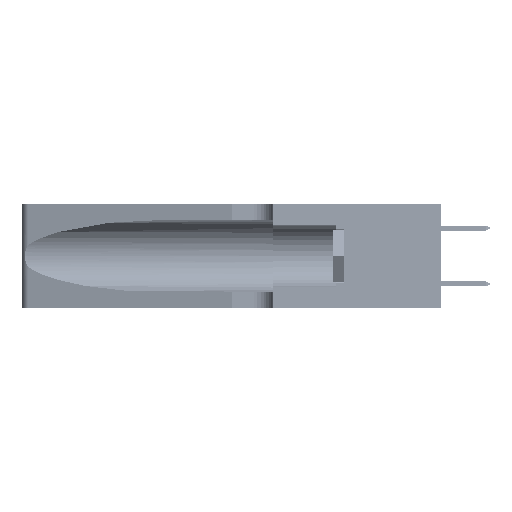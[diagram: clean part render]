
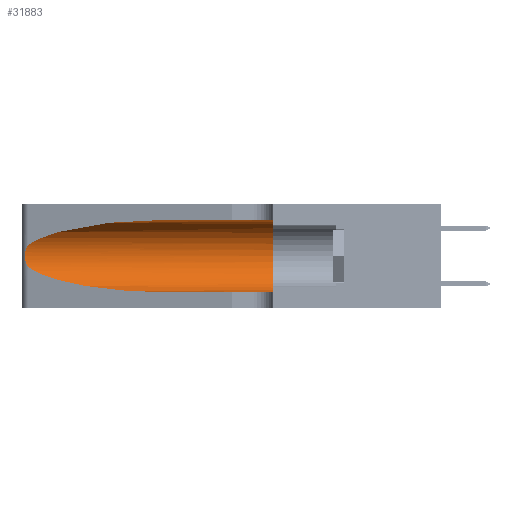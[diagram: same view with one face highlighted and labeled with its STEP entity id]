
A CAD part, left-side view. The second image highlights one B-rep face of the part: STEP entity #31883.
In plain terms, the highlighted cylindrical face has radius 3.308 mm (diameter 6.617 mm), a partial arc.
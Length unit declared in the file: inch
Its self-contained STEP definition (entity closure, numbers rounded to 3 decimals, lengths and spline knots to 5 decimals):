
#437 = CARTESIAN_POINT ( 'NONE',  ( 0.1305, 0.72297, 0.31525 ) ) ;
#2223 = CARTESIAN_POINT ( 'NONE',  ( 0.25487, 1.22718, 0.14631 ) ) ;
#2362 = VERTEX_POINT ( 'NONE', #34648 ) ;
#2992 = EDGE_CURVE ( 'NONE', #2362, #42406, #36478, .T. ) ;
#4513 = EDGE_CURVE ( 'NONE', #28241, #2362, #24597, .T. ) ;
#6560 = CARTESIAN_POINT ( 'NONE',  ( 0.1305, 1.61858, 0.185 ) ) ;
#7119 = CARTESIAN_POINT ( 'NONE',  ( 0.26017, 1.23833, 0.17102 ) ) ;
#7180 = CARTESIAN_POINT ( 'NONE',  ( 0.25487, 1.22718, 0.22369 ) ) ;
#7591 = CARTESIAN_POINT ( 'NONE',  ( 0.25787, 1.23484, 0.2124 ) ) ;
#7748 = CARTESIAN_POINT ( 'NONE',  ( 0.18966, 0.96281, 0.31525 ) ) ;
#9455 = LINE ( 'NONE', #35938, #46845 ) ;
#9749 = CARTESIAN_POINT ( 'NONE',  ( 0.1305, 0.72297, 0.05475 ) ) ;
#10945 = CARTESIAN_POINT ( 'NONE',  ( 0.25555, 1.22993, 0.14849 ) ) ;
#13569 = DIRECTION ( 'NONE',  ( 0., -1., 0. ) ) ;
#14039 = DIRECTION ( 'NONE',  ( 0., 1., 0. ) ) ;
#14582 = CARTESIAN_POINT ( 'NONE',  ( 0.25487, 1.22718, 0.22369 ) ) ;
#14741 = CARTESIAN_POINT ( 'NONE',  ( 0.1305, 0.72297, 0.31525 ) ) ;
#15058 = VERTEX_POINT ( 'NONE', #15734 ) ;
#15474 = CARTESIAN_POINT ( 'NONE',  ( 0.1305, 0.72297, 0.05475 ) ) ;
#15734 = CARTESIAN_POINT ( 'NONE',  ( 0.1305, 0.35, 0.05475 ) ) ;
#16540 = CARTESIAN_POINT ( 'NONE',  ( 0.2373, 1.15595, 0.08982 ) ) ;
#18063 = CARTESIAN_POINT ( 'NONE',  ( 0.25639, 1.23184, 0.21858 ) ) ;
#20226 = EDGE_CURVE ( 'NONE', #38561, #28241, #27473, .T. ) ;
#21441 = VECTOR ( 'NONE', #22139, 39.37008 ) ;
#21832 = CARTESIAN_POINT ( 'NONE',  ( 0.25856, 1.23593, 0.16098 ) ) ;
#21993 = CARTESIAN_POINT ( 'NONE',  ( 0.25487, 1.22718, 0.14631 ) ) ;
#22003 = CARTESIAN_POINT ( 'NONE',  ( 0.2373, 1.15595, 0.28018 ) ) ;
#22139 = DIRECTION ( 'NONE',  ( 0., -1., 0. ) ) ;
#22231 = EDGE_CURVE ( 'NONE', #42406, #15058, #39012, .T. ) ;
#22586 = CYLINDRICAL_SURFACE ( 'NONE', #30239, 0.13025 ) ;
#22809 = ORIENTED_EDGE ( 'NONE', *, *, #33736, .F. ) ;
#24597 = B_SPLINE_CURVE_WITH_KNOTS ( 'NONE', 3,
 ( #14582, #29232, #18063, #7591, #32590, #43217, #25781, #39710, #7119, #21832, #43687, #32440, #10945, #21993 ),
 .UNSPECIFIED., .F., .F.,
 ( 4, 2, 2, 2, 2, 2, 4 ),
 ( 0., 0.00027, 0.00053, 0.00107, 0.0016, 0.00187, 0.00214 ),
 .UNSPECIFIED. ) ;
#25415 = FACE_OUTER_BOUND ( 'NONE', #38391, .T. ) ;
#25781 = CARTESIAN_POINT ( 'NONE',  ( 0.26075, 1.23896, 0.19203 ) ) ;
#25921 = ORIENTED_EDGE ( 'NONE', *, *, #28264, .F. ) ;
#26262 = CARTESIAN_POINT ( 'NONE',  ( 0.25487, 1.22718, 0.22369 ) ) ;
#27148 = AXIS2_PLACEMENT_3D ( 'NONE', #42661, #14039, #36146 ) ;
#27473 =( BOUNDED_CURVE ( )  B_SPLINE_CURVE ( 3, ( #437, #7748, #22003, #26262 ),
 .UNSPECIFIED., .F., .T. ) 
 B_SPLINE_CURVE_WITH_KNOTS ( ( 4, 4 ),
 ( 1.5708, 2.84003 ),
 .UNSPECIFIED. ) 
 CURVE ( )  GEOMETRIC_REPRESENTATION_ITEM ( )  RATIONAL_B_SPLINE_CURVE ( ( 1., 0.87, 0.87, 1. ) ) 
 REPRESENTATION_ITEM ( '' )  );
#28241 = VERTEX_POINT ( 'NONE', #7180 ) ;
#28264 = EDGE_CURVE ( 'NONE', #39194, #15058, #44644, .T. ) ;
#28266 = ORIENTED_EDGE ( 'NONE', *, *, #22231, .T. ) ;
#28562 = CARTESIAN_POINT ( 'NONE',  ( 0.1305, 0.35, 0.31525 ) ) ;
#28644 = DIRECTION ( 'NONE',  ( 0., -1., 0. ) ) ;
#29232 = CARTESIAN_POINT ( 'NONE',  ( 0.25555, 1.22994, 0.2215 ) ) ;
#30239 = AXIS2_PLACEMENT_3D ( 'NONE', #6560, #13569, #32026 ) ;
#31883 = ADVANCED_FACE ( 'NONE', ( #25415 ), #22586, .F. ) ;
#32026 = DIRECTION ( 'NONE',  ( 0., 0., -1. ) ) ;
#32440 = CARTESIAN_POINT ( 'NONE',  ( 0.25639, 1.23186, 0.15144 ) ) ;
#32590 = CARTESIAN_POINT ( 'NONE',  ( 0.25854, 1.2359, 0.20912 ) ) ;
#33695 = CARTESIAN_POINT ( 'NONE',  ( 0.1305, 1.61858, 0.05475 ) ) ;
#33736 = EDGE_CURVE ( 'NONE', #38561, #39194, #9455, .T. ) ;
#34648 = CARTESIAN_POINT ( 'NONE',  ( 0.25487, 1.22718, 0.14631 ) ) ;
#35938 = CARTESIAN_POINT ( 'NONE',  ( 0.1305, 1.61858, 0.31525 ) ) ;
#36146 = DIRECTION ( 'NONE',  ( 0., 0., 1. ) ) ;
#36478 =( BOUNDED_CURVE ( )  B_SPLINE_CURVE ( 3, ( #2223, #16540, #38819, #9749 ),
 .UNSPECIFIED., .F., .F. ) 
 B_SPLINE_CURVE_WITH_KNOTS ( ( 4, 4 ),
 ( 3.44316, 4.71239 ),
 .UNSPECIFIED. ) 
 CURVE ( )  GEOMETRIC_REPRESENTATION_ITEM ( )  RATIONAL_B_SPLINE_CURVE ( ( 1., 0.87, 0.87, 1. ) ) 
 REPRESENTATION_ITEM ( '' )  );
#38391 = EDGE_LOOP ( 'NONE', ( #39053, #44628, #46790, #28266, #25921, #22809 ) ) ;
#38561 = VERTEX_POINT ( 'NONE', #14741 ) ;
#38819 = CARTESIAN_POINT ( 'NONE',  ( 0.18966, 0.96281, 0.05475 ) ) ;
#39012 = LINE ( 'NONE', #33695, #21441 ) ;
#39053 = ORIENTED_EDGE ( 'NONE', *, *, #20226, .T. ) ;
#39194 = VERTEX_POINT ( 'NONE', #28562 ) ;
#39710 = CARTESIAN_POINT ( 'NONE',  ( 0.26075, 1.23896, 0.178 ) ) ;
#42406 = VERTEX_POINT ( 'NONE', #15474 ) ;
#42661 = CARTESIAN_POINT ( 'NONE',  ( 0.1305, 0.35, 0.185 ) ) ;
#43217 = CARTESIAN_POINT ( 'NONE',  ( 0.26018, 1.23835, 0.19895 ) ) ;
#43687 = CARTESIAN_POINT ( 'NONE',  ( 0.25789, 1.23486, 0.15765 ) ) ;
#44628 = ORIENTED_EDGE ( 'NONE', *, *, #4513, .T. ) ;
#44644 = CIRCLE ( 'NONE', #27148, 0.13025 ) ;
#46790 = ORIENTED_EDGE ( 'NONE', *, *, #2992, .T. ) ;
#46845 = VECTOR ( 'NONE', #28644, 39.37008 ) ;
